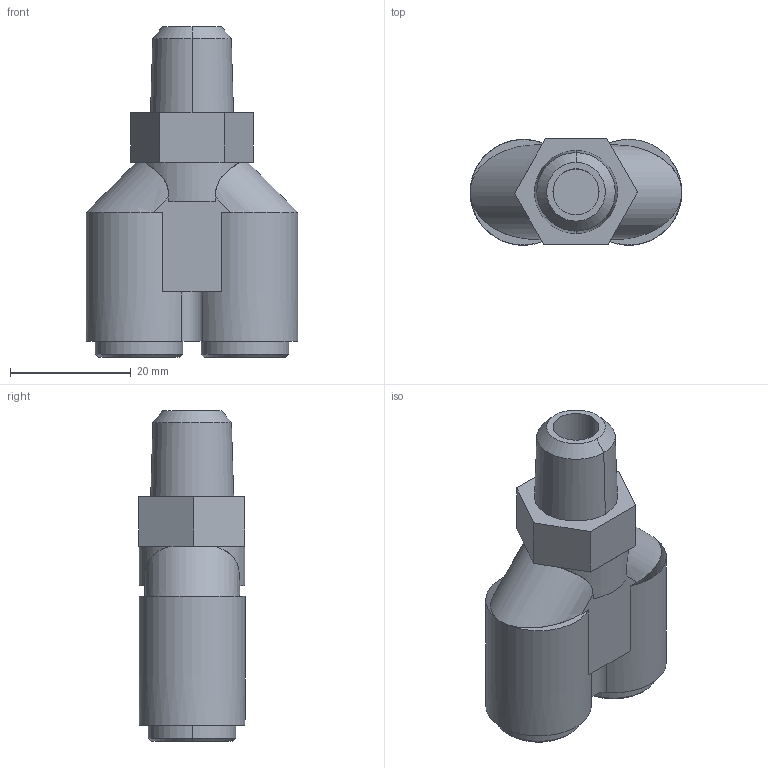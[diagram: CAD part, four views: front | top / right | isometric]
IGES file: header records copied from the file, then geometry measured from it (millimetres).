
Start section:  PTC IGES file: ilcp3023000.igs
Global section: file name: ilcp3023000.igs; native system: Creo Parametric by Parametric Technology Corporation; preprocessor: 2013320; author: kr; organization: Unknown; date: 20140829.135604; units: inch
Bounding box: 35 x 17.54 x 54.71 mm (x, y, z)
Surface area: 6329.9 mm2 (no closed solid volume)
Topology: 0 solids, 0 shells, 55 faces, 256 edges, 256 vertices
Faces by surface type: bspline 29, revolution 26
